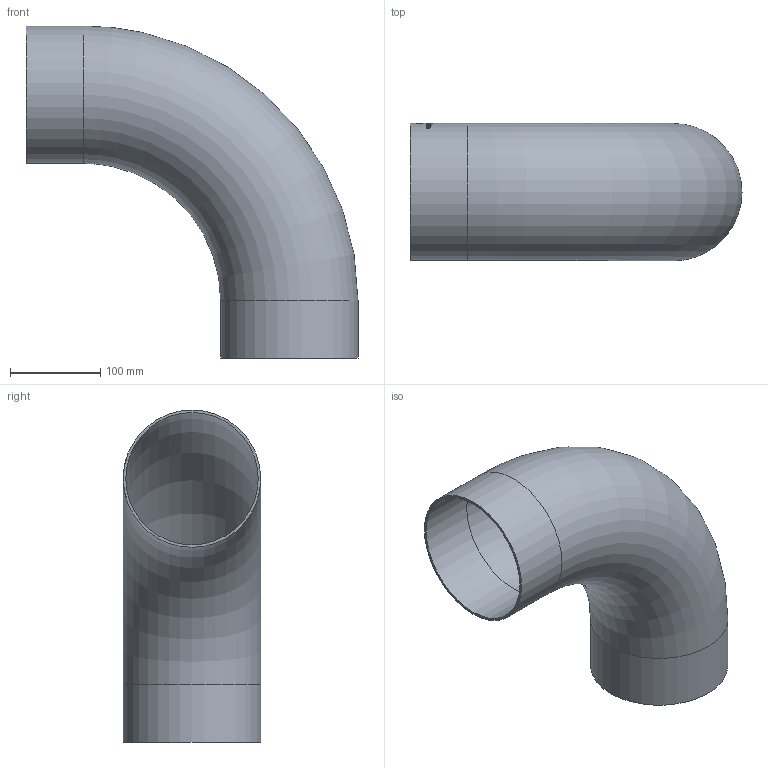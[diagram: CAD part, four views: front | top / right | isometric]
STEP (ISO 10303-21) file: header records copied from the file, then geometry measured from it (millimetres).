
FILE_DESCRIPTION(/* description */ (''),/* implementation_level */ '2;1');
FILE_NAME(/* name */ 'S2S-6.stp',/* time_stamp */ '2018-11-16T10:27:31-05:00',/* author */ ('rick'),/* organization */ (''),/* preprocessor_version */ 'ST-DEVELOPER v15.2',/* originating_system */ 'Autodesk Inventor 2014',/* authorisation */ '');
FILE_SCHEMA (('AUTOMOTIVE_DESIGN { 1 0 10303 214 3 1 1 }'));
Length unit declared in the file: inch
Products named in the file (1): S2S-6
Bounding box: 368.3 x 152.4 x 368.3 mm (x, y, z)
Volume: 632600.5 mm3; surface area: 459659.1 mm2
Topology: 1 solids, 1 shells, 317 faces, 860 edges, 573 vertices
Faces by surface type: bspline 181, plane 102, cylinder 32, torus 2
Full cylindrical faces by diameter (mm): 146.863 x2, 152.4 x2
Entity records: 13122 total; most frequent: CARTESIAN_POINT 6245, ORIENTED_EDGE 1702, DIRECTION 881, EDGE_CURVE 851, VERTEX_POINT 570, LINE 371, VECTOR 371, B_SPLINE_CURVE_WITH_KNOTS 362
